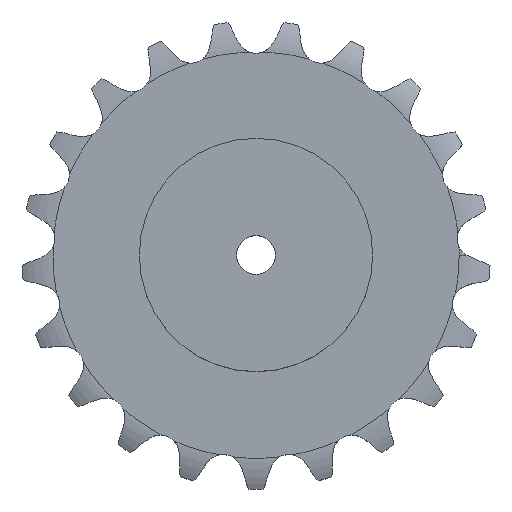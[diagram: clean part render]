
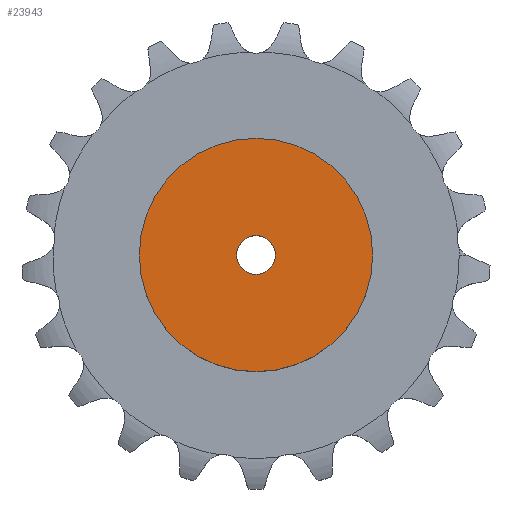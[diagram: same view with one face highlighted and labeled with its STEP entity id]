
A CAD part, top view. The second image highlights one B-rep face of the part: STEP entity #23943.
In plain terms, the highlighted planar face has unit normal (0, 0, 1).
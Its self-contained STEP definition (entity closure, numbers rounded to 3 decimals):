
#3069 = CYLINDRICAL_SURFACE('',#3070,90.);
#3070 = AXIS2_PLACEMENT_3D('',#3071,#3072,#3073);
#3071 = CARTESIAN_POINT('',(0.,0.,0.));
#3072 = DIRECTION('',(-0.,-0.,-1.));
#3073 = DIRECTION('',(1.,0.,0.));
#15496 = VERTEX_POINT('',#15497);
#15497 = CARTESIAN_POINT('',(90.,0.,90.));
#15518 = EDGE_CURVE('',#15496,#15496,#15519,.T.);
#15519 = SURFACE_CURVE('',#15520,(#15525,#15532),.PCURVE_S1.);
#15520 = CIRCLE('',#15521,90.);
#15521 = AXIS2_PLACEMENT_3D('',#15522,#15523,#15524);
#15522 = CARTESIAN_POINT('',(0.,0.,90.));
#15523 = DIRECTION('',(0.,0.,1.));
#15524 = DIRECTION('',(1.,0.,0.));
#15525 = PCURVE('',#3069,#15526);
#15526 = DEFINITIONAL_REPRESENTATION('',(#15527),#15531);
#15527 = LINE('',#15528,#15529);
#15528 = CARTESIAN_POINT('',(-0.,-90.));
#15529 = VECTOR('',#15530,1.);
#15530 = DIRECTION('',(-1.,0.));
#15531 = ( GEOMETRIC_REPRESENTATION_CONTEXT(2) 
PARAMETRIC_REPRESENTATION_CONTEXT() REPRESENTATION_CONTEXT('2D SPACE',''
  ) );
#15532 = PCURVE('',#15533,#15538);
#15533 = PLANE('',#15534);
#15534 = AXIS2_PLACEMENT_3D('',#15535,#15536,#15537);
#15535 = CARTESIAN_POINT('',(0.,0.,90.)
  );
#15536 = DIRECTION('',(0.,0.,1.));
#15537 = DIRECTION('',(1.,0.,0.));
#15538 = DEFINITIONAL_REPRESENTATION('',(#15539),#15543);
#15539 = CIRCLE('',#15540,90.);
#15540 = AXIS2_PLACEMENT_2D('',#15541,#15542);
#15541 = CARTESIAN_POINT('',(0.,0.));
#15542 = DIRECTION('',(1.,0.));
#15543 = ( GEOMETRIC_REPRESENTATION_CONTEXT(2) 
PARAMETRIC_REPRESENTATION_CONTEXT() REPRESENTATION_CONTEXT('2D SPACE',''
  ) );
#20550 = CYLINDRICAL_SURFACE('',#20551,15.);
#20551 = AXIS2_PLACEMENT_3D('',#20552,#20553,#20554);
#20552 = CARTESIAN_POINT('',(0.,0.,561.806));
#20553 = DIRECTION('',(0.,0.,1.));
#20554 = DIRECTION('',(1.,0.,0.));
#23943 = ADVANCED_FACE('',(#23944,#23947),#15533,.T.);
#23944 = FACE_BOUND('',#23945,.T.);
#23945 = EDGE_LOOP('',(#23946));
#23946 = ORIENTED_EDGE('',*,*,#15518,.T.);
#23947 = FACE_BOUND('',#23948,.T.);
#23948 = EDGE_LOOP('',(#23949));
#23949 = ORIENTED_EDGE('',*,*,#23950,.F.);
#23950 = EDGE_CURVE('',#23951,#23951,#23953,.T.);
#23951 = VERTEX_POINT('',#23952);
#23952 = CARTESIAN_POINT('',(15.,0.,90.));
#23953 = SURFACE_CURVE('',#23954,(#23959,#23966),.PCURVE_S1.);
#23954 = CIRCLE('',#23955,15.);
#23955 = AXIS2_PLACEMENT_3D('',#23956,#23957,#23958);
#23956 = CARTESIAN_POINT('',(0.,0.,90.));
#23957 = DIRECTION('',(0.,0.,1.));
#23958 = DIRECTION('',(1.,0.,0.));
#23959 = PCURVE('',#15533,#23960);
#23960 = DEFINITIONAL_REPRESENTATION('',(#23961),#23965);
#23961 = CIRCLE('',#23962,15.);
#23962 = AXIS2_PLACEMENT_2D('',#23963,#23964);
#23963 = CARTESIAN_POINT('',(0.,0.));
#23964 = DIRECTION('',(1.,0.));
#23965 = ( GEOMETRIC_REPRESENTATION_CONTEXT(2) 
PARAMETRIC_REPRESENTATION_CONTEXT() REPRESENTATION_CONTEXT('2D SPACE',''
  ) );
#23966 = PCURVE('',#20550,#23967);
#23967 = DEFINITIONAL_REPRESENTATION('',(#23968),#23972);
#23968 = LINE('',#23969,#23970);
#23969 = CARTESIAN_POINT('',(0.,-471.806));
#23970 = VECTOR('',#23971,1.);
#23971 = DIRECTION('',(1.,0.));
#23972 = ( GEOMETRIC_REPRESENTATION_CONTEXT(2) 
PARAMETRIC_REPRESENTATION_CONTEXT() REPRESENTATION_CONTEXT('2D SPACE',''
  ) );
